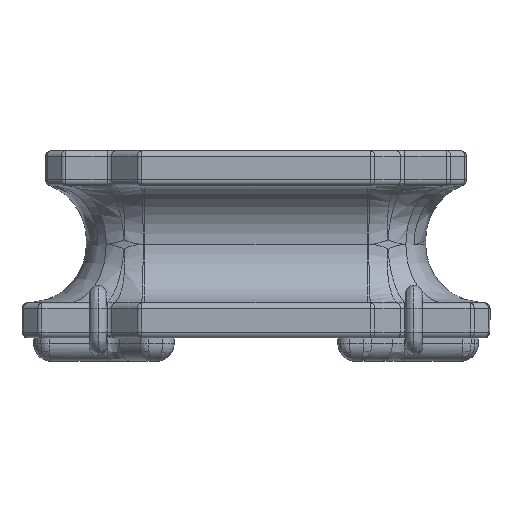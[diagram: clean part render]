
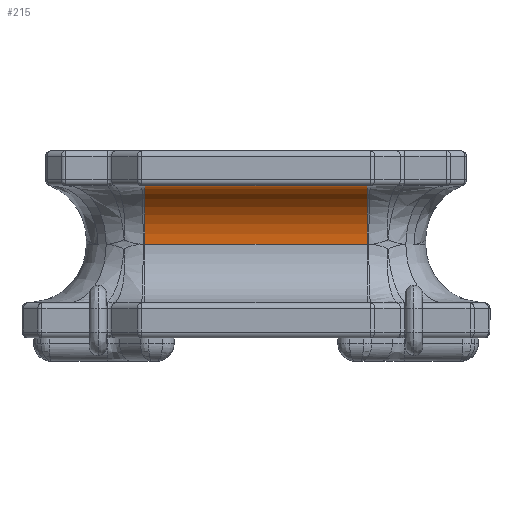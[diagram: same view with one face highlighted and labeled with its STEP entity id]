
A CAD part, left-side view. The second image highlights one B-rep face of the part: STEP entity #215.
In plain terms, the highlighted cylindrical face has radius 0.5 mm (diameter 1 mm), a partial arc.
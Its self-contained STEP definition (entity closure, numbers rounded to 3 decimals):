
#114 = CARTESIAN_POINT ( 'NONE',  ( -1.95, -0.95, 1. ) ) ;
#215 = ADVANCED_FACE ( 'NONE', ( #3934 ), #15409, .F. ) ;
#856 = AXIS2_PLACEMENT_3D ( 'NONE', #13354, #6044, #14560 ) ;
#1362 = DIRECTION ( 'NONE',  ( -1., 0., 0. ) ) ;
#1584 = VECTOR ( 'NONE', #7476, 1000. ) ;
#1767 = DIRECTION ( 'NONE',  ( 0., -1., 0. ) ) ;
#2681 = DIRECTION ( 'NONE',  ( 1., 0., 0. ) ) ;
#3934 = FACE_OUTER_BOUND ( 'NONE', #14185, .T. ) ;
#4391 = ORIENTED_EDGE ( 'NONE', *, *, #14505, .T. ) ;
#4563 = ORIENTED_EDGE ( 'NONE', *, *, #9675, .T. ) ;
#4604 = DIRECTION ( 'NONE',  ( 0., -1., 0. ) ) ;
#4776 = VERTEX_POINT ( 'NONE', #4837 ) ;
#4837 = CARTESIAN_POINT ( 'NONE',  ( -1.95, -0.95, 1.5 ) ) ;
#5038 = CARTESIAN_POINT ( 'NONE',  ( -1.95, 0., 1. ) ) ;
#5076 = LINE ( 'NONE', #10364, #8343 ) ;
#5361 = ORIENTED_EDGE ( 'NONE', *, *, #11536, .F. ) ;
#5392 = ORIENTED_EDGE ( 'NONE', *, *, #14815, .F. ) ;
#5929 = CARTESIAN_POINT ( 'NONE',  ( -1.45, 0.95, 1. ) ) ;
#6044 = DIRECTION ( 'NONE',  ( 0., -1., 0. ) ) ;
#6284 = CARTESIAN_POINT ( 'NONE',  ( -1.95, -1., 1.5 ) ) ;
#6897 = CARTESIAN_POINT ( 'NONE',  ( -1.95, 0.95, 1.5 ) ) ;
#7476 = DIRECTION ( 'NONE',  ( 0., -1., 0. ) ) ;
#8343 = VECTOR ( 'NONE', #1767, 1000. ) ;
#8733 = DIRECTION ( 'NONE',  ( 0., -1., 0. ) ) ;
#9500 = VERTEX_POINT ( 'NONE', #12783 ) ;
#9675 = EDGE_CURVE ( 'NONE', #9500, #4776, #15598, .T. ) ;
#10364 = CARTESIAN_POINT ( 'NONE',  ( -1.45, 0., 1. ) ) ;
#11113 = VERTEX_POINT ( 'NONE', #6897 ) ;
#11331 = CIRCLE ( 'NONE', #856, 0.5 ) ;
#11386 = LINE ( 'NONE', #6284, #1584 ) ;
#11536 = EDGE_CURVE ( 'NONE', #13743, #11113, #11331, .T. ) ;
#12783 = CARTESIAN_POINT ( 'NONE',  ( -1.45, -0.95, 1. ) ) ;
#13354 = CARTESIAN_POINT ( 'NONE',  ( -1.95, 0.95, 1. ) ) ;
#13743 = VERTEX_POINT ( 'NONE', #5929 ) ;
#14185 = EDGE_LOOP ( 'NONE', ( #5361, #4391, #4563, #5392 ) ) ;
#14505 = EDGE_CURVE ( 'NONE', #13743, #9500, #5076, .T. ) ;
#14560 = DIRECTION ( 'NONE',  ( 1., 0., 0. ) ) ;
#14698 = AXIS2_PLACEMENT_3D ( 'NONE', #5038, #4604, #2681 ) ;
#14815 = EDGE_CURVE ( 'NONE', #11113, #4776, #11386, .T. ) ;
#15285 = AXIS2_PLACEMENT_3D ( 'NONE', #114, #8733, #1362 ) ;
#15409 = CYLINDRICAL_SURFACE ( 'NONE', #14698, 0.5 ) ;
#15598 = CIRCLE ( 'NONE', #15285, 0.5 ) ;
